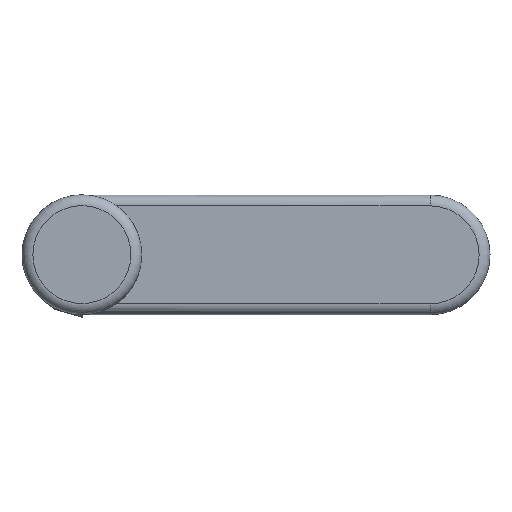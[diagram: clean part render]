
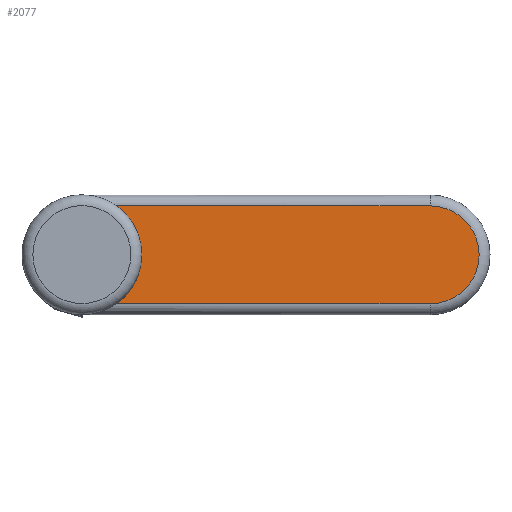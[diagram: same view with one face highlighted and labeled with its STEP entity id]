
A CAD part, top view. The second image highlights one B-rep face of the part: STEP entity #2077.
In plain terms, the highlighted planar face has unit normal (0, 0, 1).
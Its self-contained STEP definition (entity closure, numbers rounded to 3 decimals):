
#131=LINE('',#3938,#290);
#132=LINE('',#3944,#291);
#290=VECTOR('',#2533,10.);
#291=VECTOR('',#2542,10.);
#633=FACE_OUTER_BOUND('',#763,.T.);
#763=EDGE_LOOP('',(#1839,#1840,#1841,#1842));
#806=CIRCLE('',#2180,55.);
#820=CIRCLE('',#2205,45.);
#967=VERTEX_POINT('',#3870);
#968=VERTEX_POINT('',#3881);
#981=VERTEX_POINT('',#3936);
#982=VERTEX_POINT('',#3940);
#1224=EDGE_CURVE('',#968,#967,#806,.T.);
#1248=EDGE_CURVE('',#981,#967,#131,.T.);
#1250=EDGE_CURVE('',#982,#981,#820,.T.);
#1251=EDGE_CURVE('',#968,#982,#132,.T.);
#1839=ORIENTED_EDGE('',*,*,#1251,.F.);
#1840=ORIENTED_EDGE('',*,*,#1224,.T.);
#1841=ORIENTED_EDGE('',*,*,#1248,.F.);
#1842=ORIENTED_EDGE('',*,*,#1250,.F.);
#1957=PLANE('',#2239);
#2077=ADVANCED_FACE('',(#633),#1957,.T.);
#2180=AXIS2_PLACEMENT_3D('',#3882,#2477,#2478);
#2205=AXIS2_PLACEMENT_3D('',#3942,#2538,#2539);
#2239=AXIS2_PLACEMENT_3D('',#4118,#2621,#2622);
#2477=DIRECTION('center_axis',(0.,0.,-1.));
#2478=DIRECTION('ref_axis',(1.,0.,0.));
#2533=DIRECTION('',(-1.,0.,0.));
#2538=DIRECTION('center_axis',(0.,0.,-1.));
#2539=DIRECTION('ref_axis',(1.,0.,0.));
#2542=DIRECTION('',(1.,0.,0.));
#2621=DIRECTION('center_axis',(0.,0.,1.));
#2622=DIRECTION('ref_axis',(1.,0.,0.));
#3870=CARTESIAN_POINT('',(-128.377,-45.,100.));
#3881=CARTESIAN_POINT('',(-128.377,45.,100.));
#3882=CARTESIAN_POINT('Origin',(-160.,0.,100.));
#3936=CARTESIAN_POINT('',(160.,-45.,100.));
#3938=CARTESIAN_POINT('',(-80.,-45.,100.));
#3940=CARTESIAN_POINT('',(160.,45.,100.));
#3942=CARTESIAN_POINT('Origin',(160.,0.,100.));
#3944=CARTESIAN_POINT('',(80.,45.,100.));
#4118=CARTESIAN_POINT('Origin',(0.,0.,
100.));
